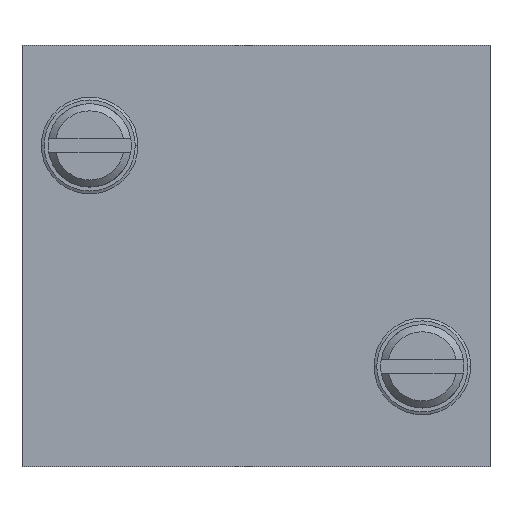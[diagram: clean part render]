
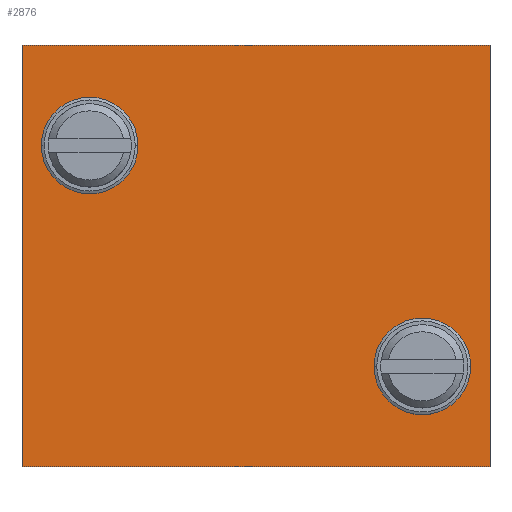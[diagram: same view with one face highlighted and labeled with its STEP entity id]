
A CAD part, top view. The second image highlights one B-rep face of the part: STEP entity #2876.
In plain terms, the highlighted planar face has unit normal (0, 0, 1).
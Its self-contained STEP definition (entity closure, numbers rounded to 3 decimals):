
#53=DIRECTION('',(0.,-1.,0.));
#54=VECTOR('',#53,30.5);
#55=CARTESIAN_POINT('',(-16.95,15.25,2.));
#56=LINE('',#55,#54);
#57=DIRECTION('',(-1.,0.,0.));
#58=VECTOR('',#57,33.9);
#59=CARTESIAN_POINT('',(16.95,15.25,2.));
#60=LINE('',#59,#58);
#61=DIRECTION('',(0.,1.,0.));
#62=VECTOR('',#61,30.5);
#63=CARTESIAN_POINT('',(16.95,-15.25,2.));
#64=LINE('',#63,#62);
#65=DIRECTION('',(1.,0.,0.));
#66=VECTOR('',#65,33.9);
#67=CARTESIAN_POINT('',(-16.95,-15.25,2.));
#68=LINE('',#67,#66);
#69=CARTESIAN_POINT('',(-12.05,8.,2.));
#70=DIRECTION('',(0.,0.,1.));
#71=DIRECTION('',(1.,0.,0.));
#72=AXIS2_PLACEMENT_3D('',#69,#70,#71);
#74=CARTESIAN_POINT('',(-12.05,8.,2.));
#75=DIRECTION('',(0.,0.,1.));
#76=DIRECTION('',(-1.,0.,0.));
#77=AXIS2_PLACEMENT_3D('',#74,#75,#76);
#79=CARTESIAN_POINT('',(12.05,-8.,2.));
#80=DIRECTION('',(0.,0.,1.));
#81=DIRECTION('',(1.,0.,0.));
#82=AXIS2_PLACEMENT_3D('',#79,#80,#81);
#84=CARTESIAN_POINT('',(12.05,-8.,2.));
#85=DIRECTION('',(0.,0.,1.));
#86=DIRECTION('',(-1.,0.,0.));
#87=AXIS2_PLACEMENT_3D('',#84,#85,#86);
#2305=CARTESIAN_POINT('',(-16.95,15.25,2.));
#2306=CARTESIAN_POINT('',(-16.95,-15.25,2.));
#2307=VERTEX_POINT('',#2305);
#2308=VERTEX_POINT('',#2306);
#2309=CARTESIAN_POINT('',(16.95,-15.25,2.));
#2310=VERTEX_POINT('',#2309);
#2311=CARTESIAN_POINT('',(16.95,15.25,2.));
#2312=VERTEX_POINT('',#2311);
#2325=CARTESIAN_POINT('',(-8.55,8.,2.));
#2326=CARTESIAN_POINT('',(-15.55,8.,2.));
#2327=VERTEX_POINT('',#2325);
#2328=VERTEX_POINT('',#2326);
#2345=CARTESIAN_POINT('',(15.55,-8.,2.));
#2346=CARTESIAN_POINT('',(8.55,-8.,2.));
#2347=VERTEX_POINT('',#2345);
#2348=VERTEX_POINT('',#2346);
#2853=CARTESIAN_POINT('',(0.,0.,2.));
#2854=DIRECTION('',(0.,0.,1.));
#2855=DIRECTION('',(1.,0.,0.));
#2856=AXIS2_PLACEMENT_3D('',#2853,#2854,#2855);
#2857=PLANE('',#2856);
#2858=ORIENTED_EDGE('',*,*,#2805,.F.);
#2859=ORIENTED_EDGE('',*,*,#2820,.F.);
#2860=ORIENTED_EDGE('',*,*,#2834,.F.);
#2861=ORIENTED_EDGE('',*,*,#2847,.F.);
#2862=EDGE_LOOP('',(#2858,#2859,#2860,#2861));
#2863=FACE_OUTER_BOUND('',#2862,.F.);
#2865=ORIENTED_EDGE('',*,*,#2864,.T.);
#2867=ORIENTED_EDGE('',*,*,#2866,.T.);
#2868=EDGE_LOOP('',(#2865,#2867));
#2869=FACE_BOUND('',#2868,.F.);
#2871=ORIENTED_EDGE('',*,*,#2870,.T.);
#2873=ORIENTED_EDGE('',*,*,#2872,.T.);
#2874=EDGE_LOOP('',(#2871,#2873));
#2875=FACE_BOUND('',#2874,.F.);
#2876=ADVANCED_FACE('',(#2863,#2869,#2875),#2857,.T.);
#73=CIRCLE('',#72,3.5);
#78=CIRCLE('',#77,3.5);
#83=CIRCLE('',#82,3.5);
#88=CIRCLE('',#87,3.5);
#2805=EDGE_CURVE('',#2307,#2308,#56,.T.);
#2820=EDGE_CURVE('',#2312,#2307,#60,.T.);
#2834=EDGE_CURVE('',#2310,#2312,#64,.T.);
#2847=EDGE_CURVE('',#2308,#2310,#68,.T.);
#2864=EDGE_CURVE('',#2327,#2328,#73,.T.);
#2866=EDGE_CURVE('',#2328,#2327,#78,.T.);
#2870=EDGE_CURVE('',#2347,#2348,#83,.T.);
#2872=EDGE_CURVE('',#2348,#2347,#88,.T.);
